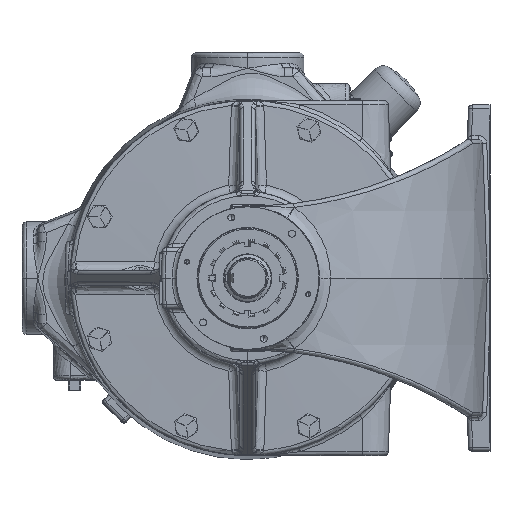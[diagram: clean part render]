
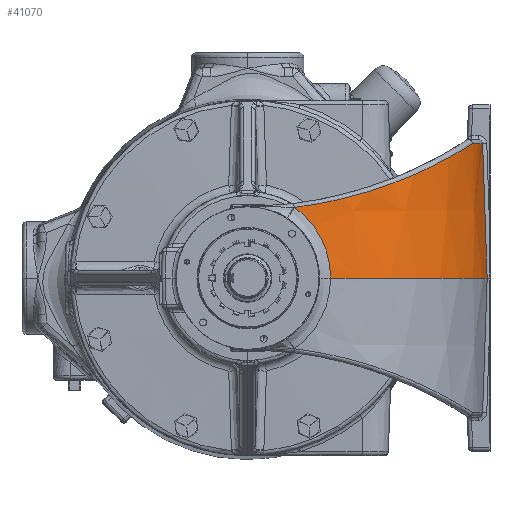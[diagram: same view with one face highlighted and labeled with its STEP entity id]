
A CAD part, left-side view. The second image highlights one B-rep face of the part: STEP entity #41070.
In plain terms, the highlighted conical face has half-angle 2 degrees and reference radius 138.176 mm.
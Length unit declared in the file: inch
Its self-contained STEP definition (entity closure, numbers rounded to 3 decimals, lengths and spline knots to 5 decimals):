
#1007 = DIRECTION ( 'NONE',  ( 1., 0., 0. ) ) ;
#1665 = AXIS2_PLACEMENT_3D ( 'NONE', #77821, #189919, #126302 ) ;
#2466 = B_SPLINE_CURVE_WITH_KNOTS ( 'NONE', 3,
 ( #49959, #65816, #115213, #20482, #131120, #36383, #146963, #52252, #162839, #68107, #178829, #83948, #194698, #99921, #5141, #115859, #21152, #131783, #37056, #147621, #52933, #163545, #68781, #179518 ),
 .UNSPECIFIED., .F., .F.,
 ( 4, 2, 2, 2, 2, 2, 2, 2, 2, 2, 2, 4 ),
 ( 0., 0.00754, 0.01507, 0.01884, 0.02261, 0.03015, 0.03768, 0.04145, 0.04522, 0.05276, 0.05653, 0.0603 ),
 .UNSPECIFIED. ) ;
#5141 = CARTESIAN_POINT ( 'NONE',  ( -10.91362, -2.27708, 0.78192 ) ) ;
#5272 = EDGE_CURVE ( 'NONE', #195604, #137575, #15612, .T. ) ;
#7025 = CARTESIAN_POINT ( 'NONE',  ( -9.14346, -5.368, 3.24783 ) ) ;
#7608 = EDGE_CURVE ( 'NONE', #57751, #125780, #85533, .T. ) ;
#7740 = CARTESIAN_POINT ( 'NONE',  ( -10.74709, -2.79312, 2.30402 ) ) ;
#15612 = B_SPLINE_CURVE_WITH_KNOTS ( 'NONE', 3,
 ( #132966, #22370, #38309, #148842, #54152, #164780, #70013, #180744, #85838, #196640, #101813, #7025, #117795, #23054, #133654, #38973, #149537, #54838, #165468, #70683, #181462, #86559, #197306, #102491, #7740, #118492, #23724, #134360, #39679, #150187, #55538, #166170 ),
 .UNSPECIFIED., .F., .F.,
 ( 4, 2, 2, 2, 2, 2, 2, 2, 2, 2, 2, 2, 2, 2, 2, 4 ),
 ( 0., 0.0222, 0.0444, 0.04718, 0.04995, 0.0555, 0.0666, 0.08881, 0.09436, 0.09991, 0.11101, 0.13321, 0.14431, 0.14986, 0.15541, 0.17761 ),
 .UNSPECIFIED. ) ;
#20482 = CARTESIAN_POINT ( 'NONE',  ( -10.94869, -1.66355, 1.78315 ) ) ;
#21152 = CARTESIAN_POINT ( 'NONE',  ( -10.91146, -2.31858, 0.63886 ) ) ;
#22370 = CARTESIAN_POINT ( 'NONE',  ( -7.48261, -6.40194, 3.82552 ) ) ;
#23054 = CARTESIAN_POINT ( 'NONE',  ( -9.53985, -4.98088, 3.06187 ) ) ;
#23724 = CARTESIAN_POINT ( 'NONE',  ( -10.81625, -2.51443, 2.23952 ) ) ;
#36137 = CONICAL_SURFACE ( 'NONE', #1665, 5.44, 0.035 ) ;
#36383 = CARTESIAN_POINT ( 'NONE',  ( -10.9427, -1.82919, 1.59853 ) ) ;
#37056 = CARTESIAN_POINT ( 'NONE',  ( -10.91071, -2.36967, 0.39687 ) ) ;
#37362 = CARTESIAN_POINT ( 'NONE',  ( -5.72833, -6.91731, 0. ) ) ;
#38309 = CARTESIAN_POINT ( 'NONE',  ( -7.74409, -6.29043, 3.7563 ) ) ;
#38973 = CARTESIAN_POINT ( 'NONE',  ( -9.92736, -4.49138, 2.85353 ) ) ;
#39679 = CARTESIAN_POINT ( 'NONE',  ( -10.85975, -2.30173, 2.19431 ) ) ;
#41070 = ADVANCED_FACE ( 'NONE', ( #41132 ), #36137, .T. ) ;
#41132 = FACE_OUTER_BOUND ( 'NONE', #145901, .T. ) ;
#49959 = CARTESIAN_POINT ( 'NONE',  ( -10.94841, -1.36215, 2.04032 ) ) ;
#52252 = CARTESIAN_POINT ( 'NONE',  ( -10.93803, -1.92041, 1.48082 ) ) ;
#52933 = CARTESIAN_POINT ( 'NONE',  ( -10.91384, -2.39025, 0.19919 ) ) ;
#53234 = CARTESIAN_POINT ( 'NONE',  ( -5.68253, -6.87275, 1.3384 ) ) ;
#54152 = CARTESIAN_POINT ( 'NONE',  ( -8.48108, -5.88458, 3.51909 ) ) ;
#54838 = CARTESIAN_POINT ( 'NONE',  ( -10.04654, -4.31857, 2.78514 ) ) ;
#55538 = CARTESIAN_POINT ( 'NONE',  ( -10.94621, -1.65576, 2.07711 ) ) ;
#57751 = VERTEX_POINT ( 'NONE', #173381 ) ;
#63594 = ORIENTED_EDGE ( 'NONE', *, *, #94107, .T. ) ;
#65702 = ORIENTED_EDGE ( 'NONE', *, *, #7608, .F. ) ;
#65809 = DIRECTION ( 'NONE',  ( 0., 0., -1. ) ) ;
#65816 = CARTESIAN_POINT ( 'NONE',  ( -10.95023, -1.44229, 1.98106 ) ) ;
#68107 = CARTESIAN_POINT ( 'NONE',  ( -10.93122, -2.03125, 1.31815 ) ) ;
#68781 = CARTESIAN_POINT ( 'NONE',  ( -10.918, -2.39623, 0.04984 ) ) ;
#69066 = CARTESIAN_POINT ( 'NONE',  ( -5.63825, -6.82927, 2.63313 ) ) ;
#70013 = CARTESIAN_POINT ( 'NONE',  ( -8.76401, -5.67766, 3.40782 ) ) ;
#70683 = CARTESIAN_POINT ( 'NONE',  ( -10.19669, -4.08095, 2.69541 ) ) ;
#77821 = CARTESIAN_POINT ( 'NONE',  ( -5.44, -1.34508, 4. ) ) ;
#83874 = EDGE_CURVE ( 'NONE', #57751, #172791, #140277, .T. ) ;
#83948 = CARTESIAN_POINT ( 'NONE',  ( -10.92112, -2.17023, 1.05905 ) ) ;
#84909 = CARTESIAN_POINT ( 'NONE',  ( -5.59547, -6.7869, 3.88419 ) ) ;
#85533 = CIRCLE ( 'NONE', #111028, 5.57968 ) ;
#85838 = CARTESIAN_POINT ( 'NONE',  ( -8.84773, -5.61364, 3.37392 ) ) ;
#86559 = CARTESIAN_POINT ( 'NONE',  ( -10.46041, -3.58788, 2.52541 ) ) ;
#94107 = EDGE_CURVE ( 'NONE', #137575, #125780, #2466, .T. ) ;
#95843 = DIRECTION ( 'NONE',  ( 0., 0., -1. ) ) ;
#99921 = CARTESIAN_POINT ( 'NONE',  ( -10.91462, -2.26122, 0.82931 ) ) ;
#101813 = CARTESIAN_POINT ( 'NONE',  ( -8.98438, -5.50392, 3.31685 ) ) ;
#102491 = CARTESIAN_POINT ( 'NONE',  ( -10.7067, -2.9294, 2.33837 ) ) ;
#111028 = AXIS2_PLACEMENT_3D ( 'NONE', #190624, #95843, #1007 ) ;
#115213 = CARTESIAN_POINT ( 'NONE',  ( -10.95046, -1.5186, 1.91777 ) ) ;
#115859 = CARTESIAN_POINT ( 'NONE',  ( -10.91204, -2.30573, 0.68674 ) ) ;
#117795 = CARTESIAN_POINT ( 'NONE',  ( -9.24547, -5.27386, 3.20142 ) ) ;
#118492 = CARTESIAN_POINT ( 'NONE',  ( -10.79993, -2.58465, 2.2553 ) ) ;
#120723 = EDGE_CURVE ( 'NONE', #172791, #195604, #133659, .T. ) ;
#125780 = VERTEX_POINT ( 'NONE', #166519 ) ;
#126302 = DIRECTION ( 'NONE',  ( -1., 0., 0. ) ) ;
#129188 = CARTESIAN_POINT ( 'NONE',  ( -10.94841, -1.36215, 2.04032 ) ) ;
#131120 = CARTESIAN_POINT ( 'NONE',  ( -10.94669, -1.7322, 1.71182 ) ) ;
#131783 = CARTESIAN_POINT ( 'NONE',  ( -10.91043, -2.35274, 0.49436 ) ) ;
#132966 = CARTESIAN_POINT ( 'NONE',  ( -7.20752, -6.4942, 3.88419 ) ) ;
#133654 = CARTESIAN_POINT ( 'NONE',  ( -9.72062, -4.77155, 2.96841 ) ) ;
#133659 = CIRCLE ( 'NONE', #198298, 5.44404 ) ;
#134360 = CARTESIAN_POINT ( 'NONE',  ( -10.8462, -2.3728, 2.20899 ) ) ;
#137575 = VERTEX_POINT ( 'NONE', #129188 ) ;
#138212 = ORIENTED_EDGE ( 'NONE', *, *, #120723, .T. ) ;
#140277 = B_SPLINE_CURVE_WITH_KNOTS ( 'NONE', 3,
 ( #37362, #179134, #53234, #163828, #69066, #179810, #84909 ),
 .UNSPECIFIED., .F., .F.,
 ( 4, 3, 4 ),
 ( 0., 0.05105, 0.09877 ),
 .UNSPECIFIED. ) ;
#145901 = EDGE_LOOP ( 'NONE', ( #65702, #161888, #138212, #151058, #63594 ) ) ;
#146963 = CARTESIAN_POINT ( 'NONE',  ( -10.9412, -1.86052, 1.55969 ) ) ;
#147621 = CARTESIAN_POINT ( 'NONE',  ( -10.91284, -2.38621, 0.24889 ) ) ;
#148842 = CARTESIAN_POINT ( 'NONE',  ( -8.24333, -6.03176, 3.6031 ) ) ;
#149537 = CARTESIAN_POINT ( 'NONE',  ( -9.96774, -4.43442, 2.83065 ) ) ;
#150187 = CARTESIAN_POINT ( 'NONE',  ( -10.92036, -1.94511, 2.12391 ) ) ;
#151058 = ORIENTED_EDGE ( 'NONE', *, *, #5272, .T. ) ;
#160535 = CARTESIAN_POINT ( 'NONE',  ( -5.44, -1.34508, 3.88419 ) ) ;
#161888 = ORIENTED_EDGE ( 'NONE', *, *, #83874, .T. ) ;
#162697 = CARTESIAN_POINT ( 'NONE',  ( -5.59547, -6.7869, 3.88419 ) ) ;
#162839 = CARTESIAN_POINT ( 'NONE',  ( -10.93635, -1.94907, 1.44068 ) ) ;
#163545 = CARTESIAN_POINT ( 'NONE',  ( -10.91642, -2.39525, 0.09964 ) ) ;
#163828 = CARTESIAN_POINT ( 'NONE',  ( -5.65964, -6.85028, 2.00759 ) ) ;
#164780 = CARTESIAN_POINT ( 'NONE',  ( -8.73587, -5.69861, 3.41901 ) ) ;
#165468 = CARTESIAN_POINT ( 'NONE',  ( -10.08503, -4.25957, 2.76247 ) ) ;
#166170 = CARTESIAN_POINT ( 'NONE',  ( -10.94841, -1.36215, 2.04032 ) ) ;
#166519 = CARTESIAN_POINT ( 'NONE',  ( -10.91988, -2.39567, 0. ) ) ;
#172791 = VERTEX_POINT ( 'NONE', #162697 ) ;
#173381 = CARTESIAN_POINT ( 'NONE',  ( -5.72833, -6.91731, 0. ) ) ;
#176544 = DIRECTION ( 'NONE',  ( -1., 0., 0. ) ) ;
#178829 = CARTESIAN_POINT ( 'NONE',  ( -10.92766, -2.08096, 1.23367 ) ) ;
#179134 = CARTESIAN_POINT ( 'NONE',  ( -5.70543, -6.89509, 0.6692 ) ) ;
#179518 = CARTESIAN_POINT ( 'NONE',  ( -10.91988, -2.39567, 0. ) ) ;
#179810 = CARTESIAN_POINT ( 'NONE',  ( -5.61685, -6.80815, 3.25866 ) ) ;
#180744 = CARTESIAN_POINT ( 'NONE',  ( -8.81992, -5.63518, 3.38528 ) ) ;
#181462 = CARTESIAN_POINT ( 'NONE',  ( -10.26623, -3.95948, 2.65189 ) ) ;
#189919 = DIRECTION ( 'NONE',  ( 0., 0., -1. ) ) ;
#190624 = CARTESIAN_POINT ( 'NONE',  ( -5.44, -1.34508, 0. ) ) ;
#194698 = CARTESIAN_POINT ( 'NONE',  ( -10.91813, -2.20979, 0.96892 ) ) ;
#195604 = VERTEX_POINT ( 'NONE', #196844 ) ;
#196640 = CARTESIAN_POINT ( 'NONE',  ( -8.93034, -5.54834, 3.33976 ) ) ;
#196844 = CARTESIAN_POINT ( 'NONE',  ( -7.20752, -6.4942, 3.88419 ) ) ;
#197306 = CARTESIAN_POINT ( 'NONE',  ( -10.57072, -3.33059, 2.44653 ) ) ;
#198298 = AXIS2_PLACEMENT_3D ( 'NONE', #160535, #65809, #176544 ) ;
